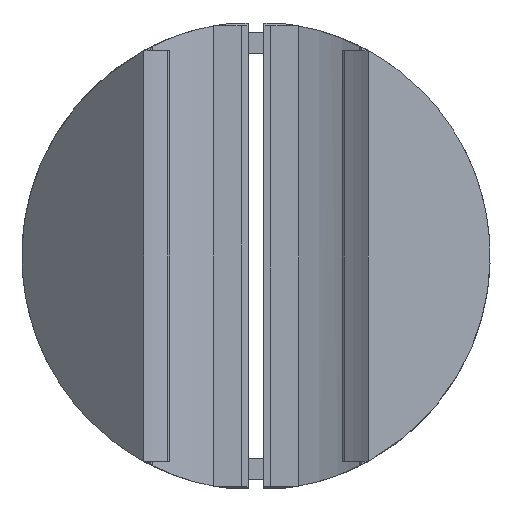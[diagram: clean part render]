
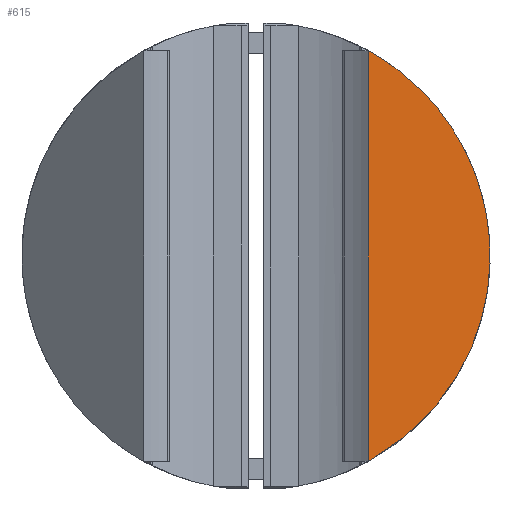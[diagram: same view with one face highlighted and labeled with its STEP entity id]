
A CAD part, left-side view. The second image highlights one B-rep face of the part: STEP entity #615.
In plain terms, the highlighted planar face has unit normal (-0.707, -0.707, 0).
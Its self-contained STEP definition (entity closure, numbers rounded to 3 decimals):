
#10 = ORIENTED_EDGE ( 'NONE', *, *, #3102, .T. ) ;
#12 = ORIENTED_EDGE ( 'NONE', *, *, #3101, .T. ) ;
#615 = ADVANCED_FACE ( 'NONE', ( #2279 ), #2360, .F. ) ;
#878 = EDGE_LOOP ( 'NONE', ( #10, #12 ) ) ;
#957 = VERTEX_POINT ( 'NONE', #2431 ) ;
#958 = VERTEX_POINT ( 'NONE', #2432 ) ;
#2060 =( BOUNDED_CURVE ( )  B_SPLINE_CURVE ( 3, ( #2519, #2520, #2521, #2522 ),
 .UNSPECIFIED., .F., .F. ) 
 B_SPLINE_CURVE_WITH_KNOTS ( ( 4, 4 ),
 ( 5.212, 7.354 ),
 .UNSPECIFIED. ) 
 CURVE ( )  GEOMETRIC_REPRESENTATION_ITEM ( )  RATIONAL_B_SPLINE_CURVE ( ( 1., 0.653, 0.653, 1. ) ) 
 REPRESENTATION_ITEM ( '' )  );
#2279 = FACE_OUTER_BOUND ( 'NONE', #878, .T. ) ;
#2282 = AXIS2_PLACEMENT_3D ( 'NONE', #2361, #2362, #2363 ) ;
#2360 = PLANE ( 'NONE',  #2282 ) ;
#2361 = CARTESIAN_POINT ( 'NONE',  ( -13.895, -7.406, 50. ) ) ;
#2362 = DIRECTION ( 'NONE',  ( 0.707, 0.707, 0. ) ) ;
#2363 = DIRECTION ( 'NONE',  ( -0.707, 0.707, 0. ) ) ;
#2431 = CARTESIAN_POINT ( 'NONE',  ( -22.763, 1.462, 14.92 ) ) ;
#2432 = CARTESIAN_POINT ( 'NONE',  ( -22.763, 1.462, -14.92 ) ) ;
#2461 = VECTOR ( 'NONE', #2525, 1000. ) ;
#2519 = CARTESIAN_POINT ( 'NONE',  ( -22.763, 1.462, -14.92 ) ) ;
#2520 = CARTESIAN_POINT ( 'NONE',  ( -9.391, -11.911, -7.618 ) ) ;
#2521 = CARTESIAN_POINT ( 'NONE',  ( -9.391, -11.911, 7.618 ) ) ;
#2522 = CARTESIAN_POINT ( 'NONE',  ( -22.763, 1.462, 14.92 ) ) ;
#2523 = LINE ( 'NONE', #2524, #2461 ) ;
#2524 = CARTESIAN_POINT ( 'NONE',  ( -22.763, 1.462, 50. ) ) ;
#2525 = DIRECTION ( 'NONE',  ( 0., 0., -1. ) ) ;
#3101 = EDGE_CURVE ( 'NONE', #958, #957, #2060, .T. ) ;
#3102 = EDGE_CURVE ( 'NONE', #957, #958, #2523, .T. ) ;
